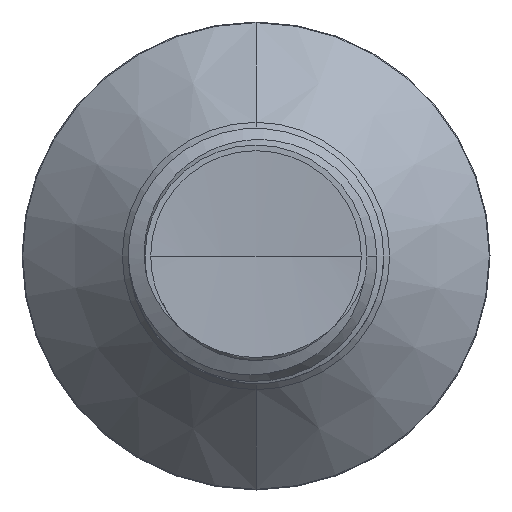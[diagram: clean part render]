
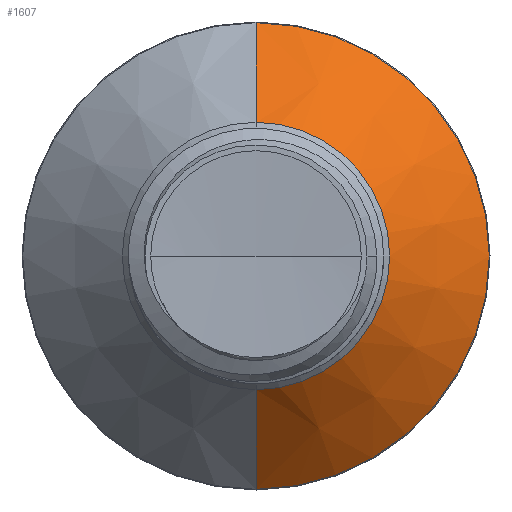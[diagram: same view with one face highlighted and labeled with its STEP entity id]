
A CAD part, front view. The second image highlights one B-rep face of the part: STEP entity #1607.
In plain terms, the highlighted conical face has half-angle 45 degrees and reference radius 3.141 mm.
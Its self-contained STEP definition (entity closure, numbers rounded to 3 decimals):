
#561 = EDGE_CURVE ( 'NONE', #1434, #8348, #10880, .T. ) ;
#787 = ORIENTED_EDGE ( 'NONE', *, *, #3200, .T. ) ;
#1155 = VECTOR ( 'NONE', #5649, 1000. ) ;
#1218 = ORIENTED_EDGE ( 'NONE', *, *, #14821, .F. ) ;
#1434 = VERTEX_POINT ( 'NONE', #5849 ) ;
#1460 = EDGE_CURVE ( 'NONE', #1896, #8348, #4620, .T. ) ;
#1467 = CARTESIAN_POINT ( 'NONE',  ( 0., 4.969, 3.141 ) ) ;
#1607 = ADVANCED_FACE ( 'NONE', ( #13324 ), #3392, .T. ) ;
#1896 = VERTEX_POINT ( 'NONE', #5250 ) ;
#3200 = EDGE_CURVE ( 'NONE', #3479, #1896, #12091, .T. ) ;
#3392 = CONICAL_SURFACE ( 'NONE', #12139, 3.141, 0.785 ) ;
#3479 = VERTEX_POINT ( 'NONE', #14099 ) ;
#3883 = LINE ( 'NONE', #1467, #7354 ) ;
#4620 = LINE ( 'NONE', #5792, #1155 ) ;
#5045 = CARTESIAN_POINT ( 'NONE',  ( 0., 4.969, 0. ) ) ;
#5250 = CARTESIAN_POINT ( 'NONE',  ( 0., 4.969, -3.141 ) ) ;
#5447 = DIRECTION ( 'NONE',  ( 0., 1., 0. ) ) ;
#5649 = DIRECTION ( 'NONE',  ( 0., 0.707, -0.707 ) ) ;
#5792 = CARTESIAN_POINT ( 'NONE',  ( 0., 4.969, -3.141 ) ) ;
#5849 = CARTESIAN_POINT ( 'NONE',  ( 0., 7.31, 5.483 ) ) ;
#7354 = VECTOR ( 'NONE', #12803, 1000. ) ;
#7734 = ORIENTED_EDGE ( 'NONE', *, *, #1460, .T. ) ;
#7763 = DIRECTION ( 'NONE',  ( 0., 0., 1. ) ) ;
#8348 = VERTEX_POINT ( 'NONE', #12618 ) ;
#8353 = AXIS2_PLACEMENT_3D ( 'NONE', #8789, #8774, #8771 ) ;
#8771 = DIRECTION ( 'NONE',  ( 0., 0., 1. ) ) ;
#8774 = DIRECTION ( 'NONE',  ( 0., 1., 0. ) ) ;
#8789 = CARTESIAN_POINT ( 'NONE',  ( 0., 7.31, 0. ) ) ;
#10880 = CIRCLE ( 'NONE', #8353, 5.483 ) ;
#11101 = ORIENTED_EDGE ( 'NONE', *, *, #561, .F. ) ;
#11309 = AXIS2_PLACEMENT_3D ( 'NONE', #15033, #14554, #15203 ) ;
#12091 = CIRCLE ( 'NONE', #11309, 3.141 ) ;
#12139 = AXIS2_PLACEMENT_3D ( 'NONE', #5045, #5447, #7763 ) ;
#12471 = EDGE_LOOP ( 'NONE', ( #787, #7734, #11101, #1218 ) ) ;
#12618 = CARTESIAN_POINT ( 'NONE',  ( 0., 7.31, -5.483 ) ) ;
#12803 = DIRECTION ( 'NONE',  ( 0., 0.707, 0.707 ) ) ;
#13324 = FACE_OUTER_BOUND ( 'NONE', #12471, .T. ) ;
#14099 = CARTESIAN_POINT ( 'NONE',  ( 0., 4.969, 3.141 ) ) ;
#14554 = DIRECTION ( 'NONE',  ( 0., 1., 0. ) ) ;
#14821 = EDGE_CURVE ( 'NONE', #3479, #1434, #3883, .T. ) ;
#15033 = CARTESIAN_POINT ( 'NONE',  ( 0., 4.969, 0. ) ) ;
#15203 = DIRECTION ( 'NONE',  ( 0., 0., 1. ) ) ;
